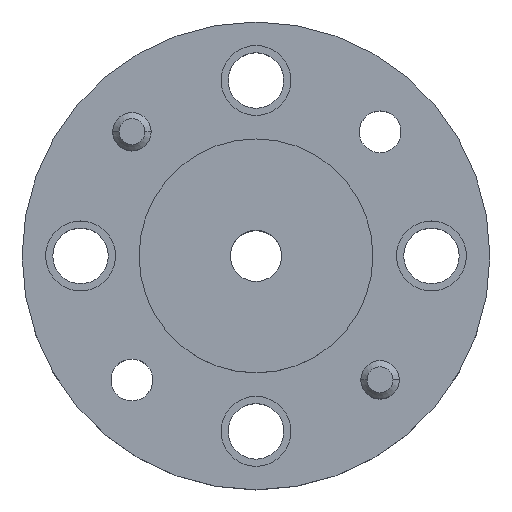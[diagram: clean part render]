
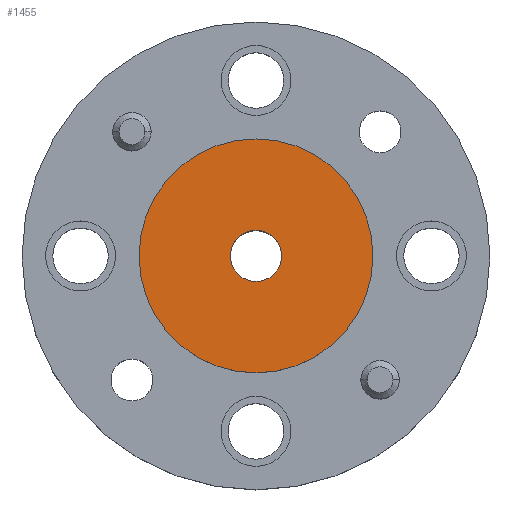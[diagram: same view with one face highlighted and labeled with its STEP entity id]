
A CAD part, top view. The second image highlights one B-rep face of the part: STEP entity #1455.
In plain terms, the highlighted planar face has unit normal (0, 0, 1).
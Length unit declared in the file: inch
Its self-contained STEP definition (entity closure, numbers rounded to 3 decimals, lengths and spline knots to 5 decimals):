
#26 = CARTESIAN_POINT ( 'NONE',  ( 0., 0., 0.037 ) ) ;
#77 = DIRECTION ( 'NONE',  ( 0., 0., 1. ) ) ;
#116 = VERTEX_POINT ( 'NONE', #1143 ) ;
#170 = FACE_BOUND ( 'NONE', #1769, .T. ) ;
#178 = CARTESIAN_POINT ( 'NONE',  ( 0., 0., 0.037 ) ) ;
#265 = AXIS2_PLACEMENT_3D ( 'NONE', #659, #629, #1756 ) ;
#366 = CARTESIAN_POINT ( 'NONE',  ( 0., 0., 0.037 ) ) ;
#429 = EDGE_CURVE ( 'NONE', #116, #1461, #1029, .T. ) ;
#529 = EDGE_LOOP ( 'NONE', ( #1597, #1605 ) ) ;
#613 = EDGE_CURVE ( 'NONE', #724, #1806, #1394, .T. ) ;
#629 = DIRECTION ( 'NONE',  ( 0., 0., 1. ) ) ;
#659 = CARTESIAN_POINT ( 'NONE',  ( 0., 0., 0.037 ) ) ;
#678 = DIRECTION ( 'NONE',  ( 1., 0., 0. ) ) ;
#724 = VERTEX_POINT ( 'NONE', #1305 ) ;
#737 = AXIS2_PLACEMENT_3D ( 'NONE', #366, #77, #678 ) ;
#780 = DIRECTION ( 'NONE',  ( 1., 0., 0. ) ) ;
#782 = AXIS2_PLACEMENT_3D ( 'NONE', #178, #1884, #952 ) ;
#789 = PLANE ( 'NONE',  #265 ) ;
#818 = FACE_OUTER_BOUND ( 'NONE', #529, .T. ) ;
#823 = CARTESIAN_POINT ( 'NONE',  ( 0., 0., 0.037 ) ) ;
#952 = DIRECTION ( 'NONE',  ( 1., 0., 0. ) ) ;
#1029 = CIRCLE ( 'NONE', #737, 0.1875 ) ;
#1084 = DIRECTION ( 'NONE',  ( 1., 0., 0. ) ) ;
#1114 = CARTESIAN_POINT ( 'NONE',  ( 0.041, 0., 0.037 ) ) ;
#1129 = CARTESIAN_POINT ( 'NONE',  ( 0.1875, 0., 0.037 ) ) ;
#1143 = CARTESIAN_POINT ( 'NONE',  ( -0.1875, 0., 0.037 ) ) ;
#1251 = ORIENTED_EDGE ( 'NONE', *, *, #1510, .F. ) ;
#1268 = DIRECTION ( 'NONE',  ( 0., 0., 1. ) ) ;
#1305 = CARTESIAN_POINT ( 'NONE',  ( -0.041, 0., 0.037 ) ) ;
#1394 = CIRCLE ( 'NONE', #782, 0.041 ) ;
#1455 = ADVANCED_FACE ( 'NONE', ( #170, #818 ), #789, .T. ) ;
#1461 = VERTEX_POINT ( 'NONE', #1129 ) ;
#1503 = AXIS2_PLACEMENT_3D ( 'NONE', #823, #1596, #1084 ) ;
#1510 = EDGE_CURVE ( 'NONE', #1806, #724, #1661, .T. ) ;
#1596 = DIRECTION ( 'NONE',  ( 0., 0., 1. ) ) ;
#1597 = ORIENTED_EDGE ( 'NONE', *, *, #429, .T. ) ;
#1605 = ORIENTED_EDGE ( 'NONE', *, *, #1873, .T. ) ;
#1661 = CIRCLE ( 'NONE', #1723, 0.041 ) ;
#1684 = ORIENTED_EDGE ( 'NONE', *, *, #613, .F. ) ;
#1723 = AXIS2_PLACEMENT_3D ( 'NONE', #26, #1268, #780 ) ;
#1756 = DIRECTION ( 'NONE',  ( 1., 0., 0. ) ) ;
#1769 = EDGE_LOOP ( 'NONE', ( #1251, #1684 ) ) ;
#1806 = VERTEX_POINT ( 'NONE', #1114 ) ;
#1873 = EDGE_CURVE ( 'NONE', #1461, #116, #1894, .T. ) ;
#1884 = DIRECTION ( 'NONE',  ( 0., 0., 1. ) ) ;
#1894 = CIRCLE ( 'NONE', #1503, 0.1875 ) ;
